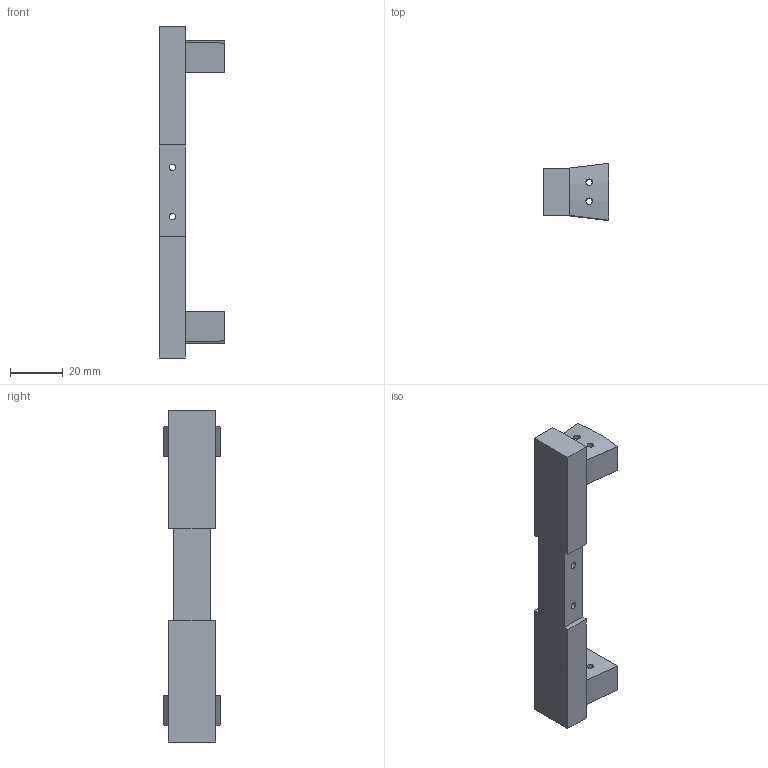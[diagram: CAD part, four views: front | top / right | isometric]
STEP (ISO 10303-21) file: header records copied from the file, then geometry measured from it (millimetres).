
FILE_DESCRIPTION(/* description */ (''),/* implementation_level */ '2;1');
FILE_NAME(/* name */ 'CONNEC~1',/* time_stamp */ '2017-11-18T16:23:37+01:00',/* author */ (''),/* organization */ (''),/* preprocessor_version */ 'ST-DEVELOPER v15',/* originating_system */ '',/* authorisation */ '');
FILE_SCHEMA (('AUTOMOTIVE_DESIGN'));
Length unit declared in the file: millimetre
Products named in the file (1): Document
Bounding box: 25 x 21.68 x 126.48 mm (x, y, z)
Volume: 21228.7 mm3; surface area: 10165.1 mm2
Topology: 1 solids, 3 shells, 38 faces, 98 edges, 64 vertices
Faces by surface type: plane 22, bspline 16
Entity records: 1226 total; most frequent: CARTESIAN_POINT 561, ORIENTED_EDGE 188, EDGE_CURVE 98, VERTEX_POINT 64, B_SPLINE_CURVE_WITH_KNOTS 62, EDGE_LOOP 50, ADVANCED_FACE 38, FACE_OUTER_BOUND 38
